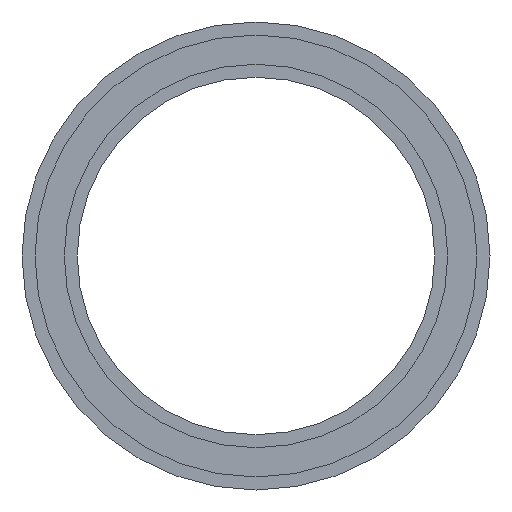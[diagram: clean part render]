
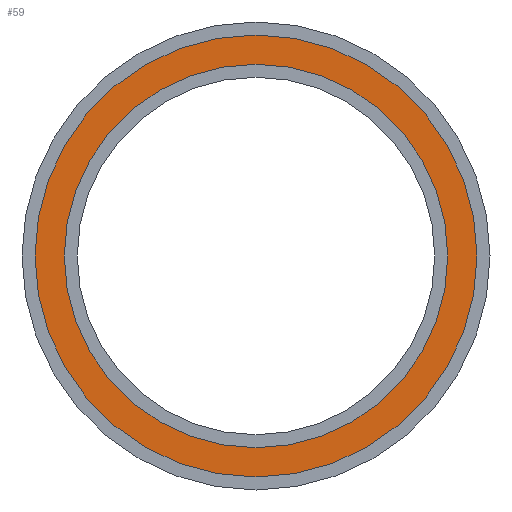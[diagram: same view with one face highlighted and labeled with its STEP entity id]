
A CAD part, front view. The second image highlights one B-rep face of the part: STEP entity #59.
In plain terms, the highlighted planar face has unit normal (0, -1, 0).
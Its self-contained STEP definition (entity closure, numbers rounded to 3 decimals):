
#26 = DIRECTION ( 'NONE',  ( 0., 0., 1. ) ) ;
#32 = EDGE_CURVE ( 'NONE', #41, #222, #347, .T. ) ;
#41 = VERTEX_POINT ( 'NONE', #176 ) ;
#43 = ORIENTED_EDGE ( 'NONE', *, *, #100, .T. ) ;
#49 = CARTESIAN_POINT ( 'NONE',  ( 0., -4., -29.5 ) ) ;
#59 = ADVANCED_FACE ( 'NONE', ( #450, #452 ), #326, .T. ) ;
#64 = EDGE_LOOP ( 'NONE', ( #43, #405 ) ) ;
#100 = EDGE_CURVE ( 'NONE', #501, #257, #415, .T. ) ;
#107 = DIRECTION ( 'NONE',  ( 0., 0., 1. ) ) ;
#126 = DIRECTION ( 'NONE',  ( 0., 0., 1. ) ) ;
#130 = AXIS2_PLACEMENT_3D ( 'NONE', #444, #292, #376 ) ;
#142 = DIRECTION ( 'NONE',  ( 0., 1., 0. ) ) ;
#158 = EDGE_CURVE ( 'NONE', #222, #41, #324, .T. ) ;
#170 = DIRECTION ( 'NONE',  ( 0., -1., 0. ) ) ;
#176 = CARTESIAN_POINT ( 'NONE',  ( 0., -4., 34. ) ) ;
#194 = DIRECTION ( 'NONE',  ( 0., 1., 0. ) ) ;
#198 = AXIS2_PLACEMENT_3D ( 'NONE', #511, #194, #427 ) ;
#202 = CARTESIAN_POINT ( 'NONE',  ( 0., -4., 29.5 ) ) ;
#216 = CARTESIAN_POINT ( 'NONE',  ( 0., -4., 0. ) ) ;
#222 = VERTEX_POINT ( 'NONE', #356 ) ;
#223 = AXIS2_PLACEMENT_3D ( 'NONE', #340, #229, #26 ) ;
#229 = DIRECTION ( 'NONE',  ( 0., 1., 0. ) ) ;
#238 = CIRCLE ( 'NONE', #198, 29.5 ) ;
#257 = VERTEX_POINT ( 'NONE', #202 ) ;
#268 = EDGE_LOOP ( 'NONE', ( #284, #433 ) ) ;
#276 = EDGE_CURVE ( 'NONE', #257, #501, #238, .T. ) ;
#284 = ORIENTED_EDGE ( 'NONE', *, *, #158, .F. ) ;
#292 = DIRECTION ( 'NONE',  ( 0., 1., 0. ) ) ;
#303 = CARTESIAN_POINT ( 'NONE',  ( 0., -4., 0. ) ) ;
#324 = CIRCLE ( 'NONE', #223, 34. ) ;
#326 = PLANE ( 'NONE',  #498 ) ;
#340 = CARTESIAN_POINT ( 'NONE',  ( 0., -4., 0. ) ) ;
#347 = CIRCLE ( 'NONE', #130, 34. ) ;
#356 = CARTESIAN_POINT ( 'NONE',  ( 0., -4., -34. ) ) ;
#376 = DIRECTION ( 'NONE',  ( 0., 0., 1. ) ) ;
#405 = ORIENTED_EDGE ( 'NONE', *, *, #276, .T. ) ;
#415 = CIRCLE ( 'NONE', #421, 29.5 ) ;
#421 = AXIS2_PLACEMENT_3D ( 'NONE', #303, #142, #107 ) ;
#427 = DIRECTION ( 'NONE',  ( 0., 0., 1. ) ) ;
#433 = ORIENTED_EDGE ( 'NONE', *, *, #32, .F. ) ;
#444 = CARTESIAN_POINT ( 'NONE',  ( 0., -4., 0. ) ) ;
#450 = FACE_OUTER_BOUND ( 'NONE', #268, .T. ) ;
#452 = FACE_BOUND ( 'NONE', #64, .T. ) ;
#498 = AXIS2_PLACEMENT_3D ( 'NONE', #216, #170, #126 ) ;
#501 = VERTEX_POINT ( 'NONE', #49 ) ;
#511 = CARTESIAN_POINT ( 'NONE',  ( 0., -4., 0. ) ) ;
